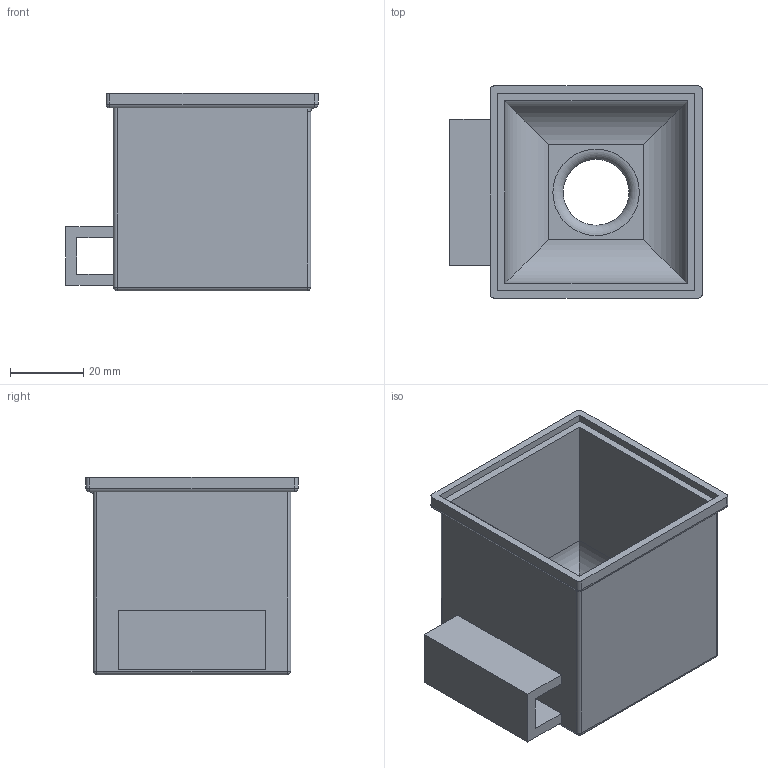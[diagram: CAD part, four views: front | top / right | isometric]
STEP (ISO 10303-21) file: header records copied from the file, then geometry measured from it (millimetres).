
FILE_DESCRIPTION(('STEP AP242'), '1');
FILE_NAME('äèñïåíñåð2.0', '', ('UNSPECIFIED'), ('UNSPECIFIED'), 'C3D Converter', 'C3D Toolkit', '');
FILE_SCHEMA(('AP242_MANAGED_MODEL_BASED_3D_ENGINEERING_MIM_LF { 1 0 10303 442 1 1 4 }'));
Length unit declared in the file: millimetre
Bounding box: 69 x 58 x 54 mm (x, y, z)
Volume: 37530.8 mm3; surface area: 29865.5 mm2
Topology: 1 solids, 1 shells, 62 faces, 149 edges, 83 vertices
Faces by surface type: plane 30, cylinder 21, sphere 8, torus 3
Entity records: 1839 total; most frequent: CARTESIAN_POINT 398, DIRECTION 299, ORIENTED_EDGE 280, EDGE_CURVE 140, AXIS2_PLACEMENT_3D 102, LINE 95, VECTOR 95, VERTEX_POINT 83
